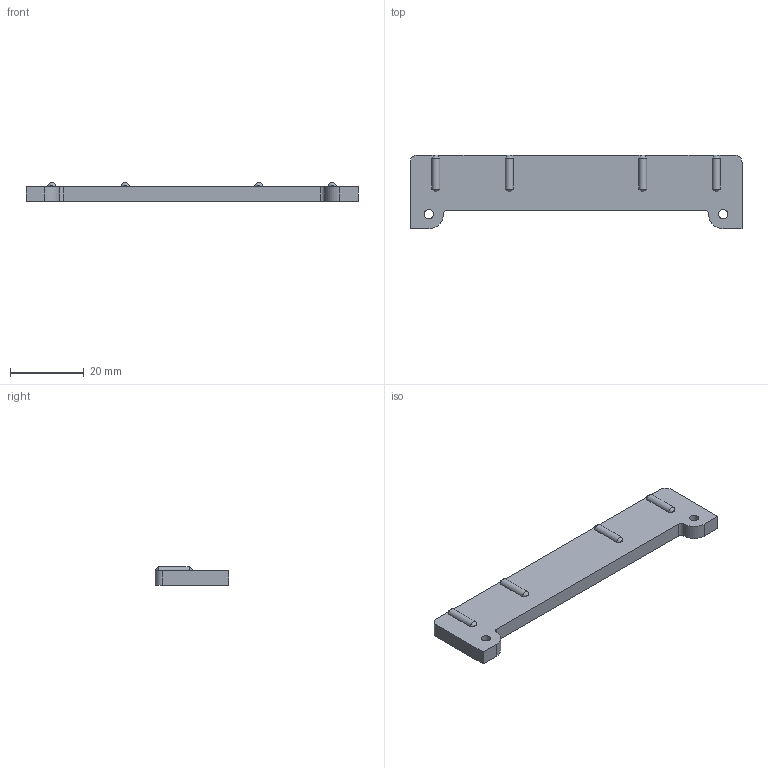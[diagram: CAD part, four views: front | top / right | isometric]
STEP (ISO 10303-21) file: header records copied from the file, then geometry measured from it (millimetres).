
FILE_DESCRIPTION(('FreeCAD Model'),'2;1');
FILE_NAME('Open CASCADE Shape Model','2023-10-28T16:37:29',(''),(''), 'Open CASCADE STEP processor 7.6','FreeCAD','Unknown');
FILE_SCHEMA(('AUTOMOTIVE_DESIGN { 1 0 10303 214 1 1 1 1 }'));
Length unit declared in the file: millimetre
Products named in the file (1): Body002
Bounding box: 90.2 x 20 x 5.1 mm (x, y, z)
Volume: 5773.6 mm3; surface area: 3866.8 mm2
Topology: 1 solids, 1 shells, 36 faces, 102 edges, 68 vertices
Faces by surface type: plane 16, cylinder 12, cone 8
Full cylindrical faces by diameter (mm): 2.5 x2
Entity records: 2534 total; most frequent: DIRECTION 412, CARTESIAN_POINT 411, LINE 250, VECTOR 250, ORIENTED_EDGE 204, PCURVE 204, DEFINITIONAL_REPRESENTATION 204, EDGE_CURVE 102
